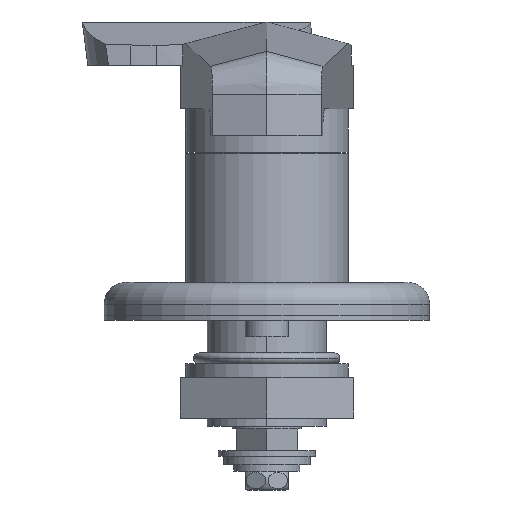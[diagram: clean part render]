
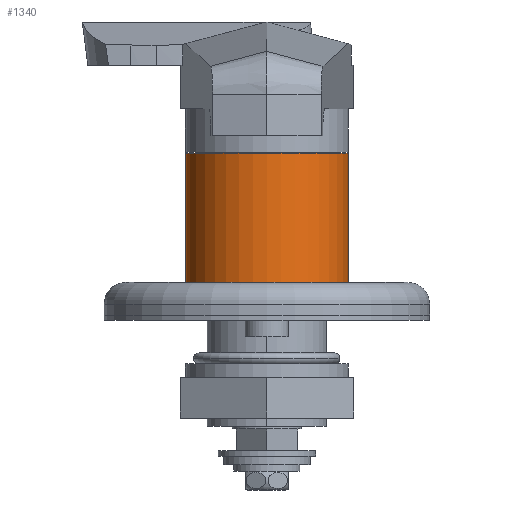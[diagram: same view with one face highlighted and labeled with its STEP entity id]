
A CAD part, front view. The second image highlights one B-rep face of the part: STEP entity #1340.
In plain terms, the highlighted cylindrical face has radius 15 mm (diameter 30 mm), a partial arc.
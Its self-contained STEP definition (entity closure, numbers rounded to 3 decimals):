
#1276 = EDGE_LOOP ( 'NONE', ( #2210, #2218, #2216, #2220 ) ) ;
#1340 = ADVANCED_FACE ( 'NONE', ( #3774 ), #3772, .T. ) ;
#2210 = ORIENTED_EDGE ( 'NONE', *, *, #2413, .F. ) ;
#2216 = ORIENTED_EDGE ( 'NONE', *, *, #2416, .T. ) ;
#2218 = ORIENTED_EDGE ( 'NONE', *, *, #2442, .T. ) ;
#2220 = ORIENTED_EDGE ( 'NONE', *, *, #2417, .F. ) ;
#2302 = VERTEX_POINT ( 'NONE', #6362 ) ;
#2308 = VERTEX_POINT ( 'NONE', #6368 ) ;
#2309 = VERTEX_POINT ( 'NONE', #6369 ) ;
#2310 = VERTEX_POINT ( 'NONE', #6370 ) ;
#2413 = EDGE_CURVE ( 'NONE', #2308, #2309, #6652, .T. ) ;
#2416 = EDGE_CURVE ( 'NONE', #2310, #2302, #6661, .T. ) ;
#2417 = EDGE_CURVE ( 'NONE', #2309, #2302, #2651, .T. ) ;
#2442 = EDGE_CURVE ( 'NONE', #2308, #2310, #2662, .T. ) ;
#2651 = CIRCLE ( 'NONE', #5561, 15. ) ;
#2662 = CIRCLE ( 'NONE', #5585, 15. ) ;
#3771 = AXIS2_PLACEMENT_3D ( 'NONE', #4263, #4264, #4265 ) ;
#3772 = CYLINDRICAL_SURFACE ( 'NONE', #3771, 15. ) ;
#3774 = FACE_OUTER_BOUND ( 'NONE', #1276, .T. ) ;
#4263 = CARTESIAN_POINT ( 'NONE',  ( -3.681, 0., 0. ) ) ;
#4264 = DIRECTION ( 'NONE',  ( -1., 0., 0. ) ) ;
#4265 = DIRECTION ( 'NONE',  ( 0., 0., 1. ) ) ;
#5559 = VECTOR ( 'NONE', #6654, 1000. ) ;
#5561 = AXIS2_PLACEMENT_3D ( 'NONE', #6660, #6664, #6665 ) ;
#5562 = VECTOR ( 'NONE', #6663, 1000. ) ;
#5585 = AXIS2_PLACEMENT_3D ( 'NONE', #6738, #6739, #6740 ) ;
#6362 = CARTESIAN_POINT ( 'NONE',  ( 0., 0., 15. ) ) ;
#6368 = CARTESIAN_POINT ( 'NONE',  ( 23.8, 0., -15. ) ) ;
#6369 = CARTESIAN_POINT ( 'NONE',  ( 0., 0., -15. ) ) ;
#6370 = CARTESIAN_POINT ( 'NONE',  ( 23.8, 0., 15. ) ) ;
#6652 = LINE ( 'NONE', #6653, #5559 ) ;
#6653 = CARTESIAN_POINT ( 'NONE',  ( -3.681, 0., -15. ) ) ;
#6654 = DIRECTION ( 'NONE',  ( -1., 0., 0. ) ) ;
#6660 = CARTESIAN_POINT ( 'NONE',  ( 0., 0., 0. ) ) ;
#6661 = LINE ( 'NONE', #6662, #5562 ) ;
#6662 = CARTESIAN_POINT ( 'NONE',  ( -3.681, 0., 15. ) ) ;
#6663 = DIRECTION ( 'NONE',  ( -1., 0., 0. ) ) ;
#6664 = DIRECTION ( 'NONE',  ( -1., 0., 0. ) ) ;
#6665 = DIRECTION ( 'NONE',  ( 0., 0., 1. ) ) ;
#6738 = CARTESIAN_POINT ( 'NONE',  ( 23.8, 0., 0. ) ) ;
#6739 = DIRECTION ( 'NONE',  ( -1., 0., 0. ) ) ;
#6740 = DIRECTION ( 'NONE',  ( 0., 0., 1. ) ) ;
